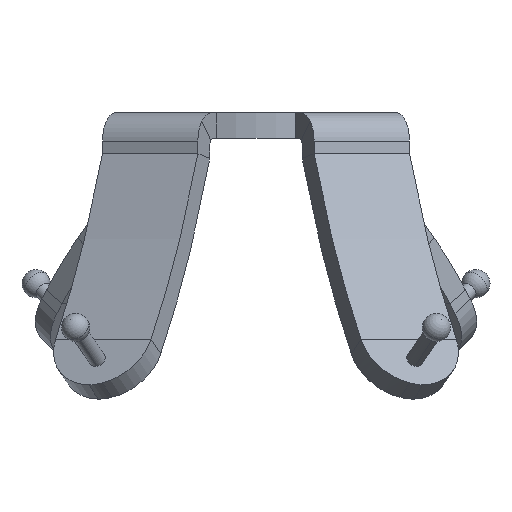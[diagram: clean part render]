
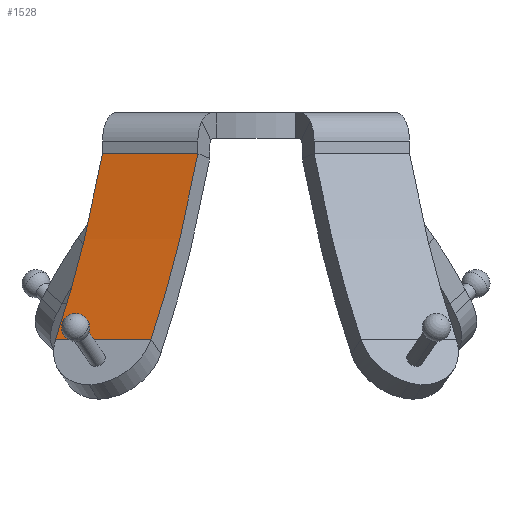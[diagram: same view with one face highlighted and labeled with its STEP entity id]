
A CAD part, front view. The second image highlights one B-rep face of the part: STEP entity #1528.
In plain terms, the highlighted free-form (B-spline) face has degree [1, 3] with [2, 10] control points.
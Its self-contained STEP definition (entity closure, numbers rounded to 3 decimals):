
#4 = CARTESIAN_POINT ( 'NONE',  ( -16.913, -41.887, -31.918 ) ) ;
#64 = ORIENTED_EDGE ( 'NONE', *, *, #2163, .T. ) ;
#108 = CARTESIAN_POINT ( 'NONE',  ( -35.474, -36.169, -37.102 ) ) ;
#134 = CARTESIAN_POINT ( 'NONE',  ( -28.221, -22.407, -10.038 ) ) ;
#152 = CARTESIAN_POINT ( 'NONE',  ( -18.722, -24.851, -4.219 ) ) ;
#263 = CARTESIAN_POINT ( 'NONE',  ( -10.279, -29.301, -4.219 ) ) ;
#400 = CARTESIAN_POINT ( 'NONE',  ( -17.727, -43.432, -34.523 ) ) ;
#419 = CARTESIAN_POINT ( 'NONE',  ( -35.494, -36.206, -37.159 ) ) ;
#439 = VERTEX_POINT ( 'NONE', #1484 ) ;
#465 = B_SPLINE_CURVE_WITH_KNOTS ( 'NONE', 3,
 ( #3517, #873, #3138, #3999, #1320, #837, #475, #4903 ),
 .UNSPECIFIED., .F., .F.,
 ( 4, 2, 2, 4 ),
 ( 0.007, 0.5, 0.75, 1. ),
 .UNSPECIFIED. ) ;
#475 = CARTESIAN_POINT ( 'NONE',  ( -17.727, -43.431, -34.521 ) ) ;
#503 = CARTESIAN_POINT ( 'NONE',  ( -32.242, -30.036, -26.586 ) ) ;
#693 = EDGE_CURVE ( 'NONE', #5242, #1264, #465, .T. ) ;
#837 = CARTESIAN_POINT ( 'NONE',  ( -16.913, -41.886, -31.917 ) ) ;
#840 = CARTESIAN_POINT ( 'NONE',  ( -18.592, -45.072, -37.107 ) ) ;
#868 = FACE_OUTER_BOUND ( 'NONE', #3375, .T. ) ;
#873 = CARTESIAN_POINT ( 'NONE',  ( -11.336, -31.306, -10.038 ) ) ;
#945 = VECTOR ( 'NONE', #2344, 1000. ) ;
#1135 = B_SPLINE_CURVE_WITH_KNOTS ( 'NONE', 3,
 ( #1305, #3068, #840, #3086 ),
 .UNSPECIFIED., .F., .F.,
 ( 4, 4 ),
 ( 0., 0. ),
 .UNSPECIFIED. ) ;
#1232 = EDGE_CURVE ( 'NONE', #5242, #439, #3117, .T. ) ;
#1234 = CARTESIAN_POINT ( 'NONE',  ( -10.232, -29.211, -3.958 ) ) ;
#1264 = VERTEX_POINT ( 'NONE', #2380 ) ;
#1280 = VECTOR ( 'NONE', #3382, 1000. ) ;
#1305 = CARTESIAN_POINT ( 'NONE',  ( -18.595, -45.078, -37.117 ) ) ;
#1320 = CARTESIAN_POINT ( 'NONE',  ( -15.357, -38.935, -26.586 ) ) ;
#1484 = CARTESIAN_POINT ( 'NONE',  ( -27.164, -20.401, -4.219 ) ) ;
#1528 = ADVANCED_FACE ( 'NONE', ( #868 ), #4106, .T. ) ;
#1671 = ORIENTED_EDGE ( 'NONE', *, *, #1699, .T. ) ;
#1697 = CARTESIAN_POINT ( 'NONE',  ( -28.184, -22.338, -9.87 ) ) ;
#1699 = EDGE_CURVE ( 'NONE', #439, #4686, #3549, .T. ) ;
#1720 = CARTESIAN_POINT ( 'NONE',  ( -34.612, -34.533, -34.523 ) ) ;
#1762 = CARTESIAN_POINT ( 'NONE',  ( -18.609, -45.105, -37.159 ) ) ;
#2042 = EDGE_CURVE ( 'NONE', #3508, #4072, #4512, .T. ) ;
#2088 = ORIENTED_EDGE ( 'NONE', *, *, #2042, .T. ) ;
#2109 = EDGE_CURVE ( 'NONE', #4072, #1264, #1135, .T. ) ;
#2163 = EDGE_CURVE ( 'NONE', #4686, #3508, #3831, .T. ) ;
#2173 = CARTESIAN_POINT ( 'NONE',  ( -18.645, -45.174, -37.268 ) ) ;
#2193 = CARTESIAN_POINT ( 'NONE',  ( -14.62, -37.536, -23.873 ) ) ;
#2284 = CARTESIAN_POINT ( 'NONE',  ( -35.474, -36.169, -37.102 ) ) ;
#2344 = DIRECTION ( 'NONE',  ( -0.885, 0.466, 0. ) ) ;
#2380 = CARTESIAN_POINT ( 'NONE',  ( -18.59, -45.069, -37.102 ) ) ;
#2585 = CARTESIAN_POINT ( 'NONE',  ( -12.53, -33.571, -15.587 ) ) ;
#2629 = CARTESIAN_POINT ( 'NONE',  ( -15.357, -38.935, -26.586 ) ) ;
#2693 = CARTESIAN_POINT ( 'NONE',  ( -35.474, -36.169, -37.102 ) ) ;
#2700 = CARTESIAN_POINT ( 'NONE',  ( -27.164, -20.401, -4.219 ) ) ;
#2930 = CARTESIAN_POINT ( 'NONE',  ( -27.037, -40.629, -37.117 ) ) ;
#3022 = ORIENTED_EDGE ( 'NONE', *, *, #2109, .T. ) ;
#3068 = CARTESIAN_POINT ( 'NONE',  ( -18.593, -45.075, -37.112 ) ) ;
#3079 = CARTESIAN_POINT ( 'NONE',  ( -18.627, -45.139, -37.214 ) ) ;
#3086 = CARTESIAN_POINT ( 'NONE',  ( -18.59, -45.069, -37.102 ) ) ;
#3097 = CARTESIAN_POINT ( 'NONE',  ( -33.797, -32.988, -31.918 ) ) ;
#3117 = LINE ( 'NONE', #152, #945 ) ;
#3138 = CARTESIAN_POINT ( 'NONE',  ( -12.551, -33.61, -15.668 ) ) ;
#3145 = CARTESIAN_POINT ( 'NONE',  ( -35.478, -36.176, -37.112 ) ) ;
#3150 = CARTESIAN_POINT ( 'NONE',  ( -29.435, -24.711, -15.668 ) ) ;
#3194 = CARTESIAN_POINT ( 'NONE',  ( -34.611, -34.531, -34.521 ) ) ;
#3225 = ORIENTED_EDGE ( 'NONE', *, *, #1232, .T. ) ;
#3333 = ORIENTED_EDGE ( 'NONE', *, *, #693, .F. ) ;
#3375 = EDGE_LOOP ( 'NONE', ( #2088, #3022, #3333, #3225, #1671, #64 ) ) ;
#3382 = DIRECTION ( 'NONE',  ( 0.885, -0.466, 0. ) ) ;
#3495 = CARTESIAN_POINT ( 'NONE',  ( -32.242, -30.036, -26.586 ) ) ;
#3508 = VERTEX_POINT ( 'NONE', #4940 ) ;
#3514 = CARTESIAN_POINT ( 'NONE',  ( -35.512, -36.24, -37.214 ) ) ;
#3517 = CARTESIAN_POINT ( 'NONE',  ( -10.279, -29.301, -4.219 ) ) ;
#3549 = B_SPLINE_CURVE_WITH_KNOTS ( 'NONE', 3,
 ( #2700, #134, #3150, #5426, #503, #4047, #3194, #2284 ),
 .UNSPECIFIED., .F., .F.,
 ( 4, 2, 2, 4 ),
 ( 0.007, 0.5, 0.75, 1. ),
 .UNSPECIFIED. ) ;
#3831 = B_SPLINE_CURVE_WITH_KNOTS ( 'NONE', 3,
 ( #2693, #4023, #3145, #4062 ),
 .UNSPECIFIED., .F., .F.,
 ( 4, 4 ),
 ( 0., 0. ),
 .UNSPECIFIED. ) ;
#3968 = CARTESIAN_POINT ( 'NONE',  ( -31.504, -28.637, -23.873 ) ) ;
#3999 = CARTESIAN_POINT ( 'NONE',  ( -14.62, -37.536, -23.873 ) ) ;
#4023 = CARTESIAN_POINT ( 'NONE',  ( -35.476, -36.173, -37.107 ) ) ;
#4047 = CARTESIAN_POINT ( 'NONE',  ( -33.797, -32.987, -31.917 ) ) ;
#4062 = CARTESIAN_POINT ( 'NONE',  ( -35.479, -36.179, -37.117 ) ) ;
#4072 = VERTEX_POINT ( 'NONE', #5446 ) ;
#4106 = B_SPLINE_SURFACE_WITH_KNOTS ( 'NONE', 1, 3, ( 
 ( #1234, #4833, #2585, #2193, #2629, #4, #400, #1762, #3079, #2173 ),
 ( #4382, #1697, #5744, #3968, #3495, #3097, #1720, #419, #3514, #4416 ) ),
 .UNSPECIFIED., .F., .F., .F.,
 ( 2, 2 ),
 ( 4, 2, 2, 2, 4 ),
 ( 0., 1. ),
 ( 0., 0.5, 0.75, 1., 1.005 ),
 .UNSPECIFIED. ) ;
#4382 = CARTESIAN_POINT ( 'NONE',  ( -27.117, -20.312, -3.958 ) ) ;
#4416 = CARTESIAN_POINT ( 'NONE',  ( -35.53, -36.275, -37.268 ) ) ;
#4512 = LINE ( 'NONE', #2930, #1280 ) ;
#4686 = VERTEX_POINT ( 'NONE', #108 ) ;
#4833 = CARTESIAN_POINT ( 'NONE',  ( -11.3, -31.237, -9.87 ) ) ;
#4903 = CARTESIAN_POINT ( 'NONE',  ( -18.59, -45.069, -37.102 ) ) ;
#4940 = CARTESIAN_POINT ( 'NONE',  ( -35.479, -36.179, -37.117 ) ) ;
#5242 = VERTEX_POINT ( 'NONE', #263 ) ;
#5426 = CARTESIAN_POINT ( 'NONE',  ( -31.504, -28.637, -23.873 ) ) ;
#5446 = CARTESIAN_POINT ( 'NONE',  ( -18.595, -45.078, -37.117 ) ) ;
#5744 = CARTESIAN_POINT ( 'NONE',  ( -29.415, -24.672, -15.587 ) ) ;
